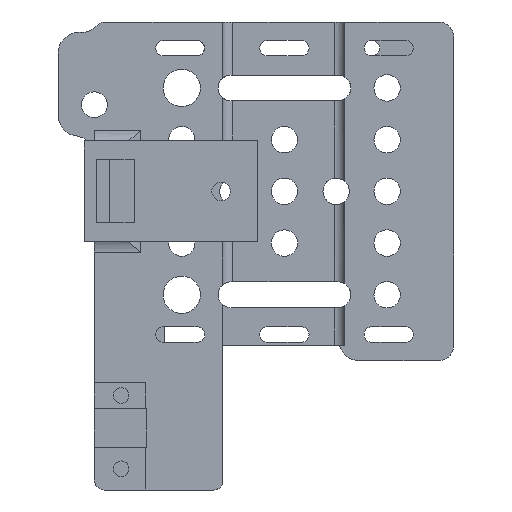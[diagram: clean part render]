
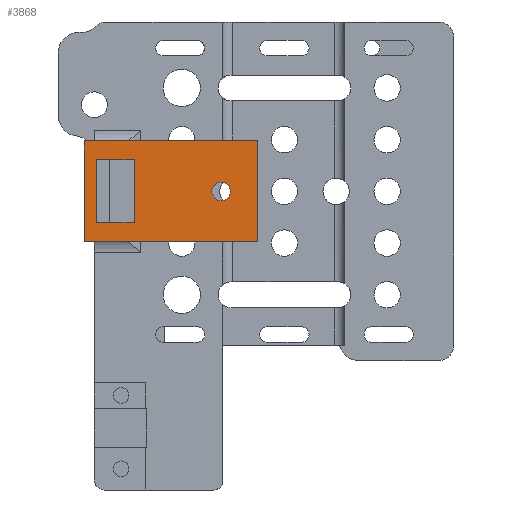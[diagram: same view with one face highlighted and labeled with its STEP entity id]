
A CAD part, front view. The second image highlights one B-rep face of the part: STEP entity #3868.
In plain terms, the highlighted planar face has unit normal (0, -1, 0).
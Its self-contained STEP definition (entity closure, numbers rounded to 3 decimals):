
#53=FACE_BOUND('',#488,.T.);
#54=FACE_BOUND('',#489,.T.);
#151=PLANE('',#4134);
#272=FACE_OUTER_BOUND('',#487,.T.);
#487=EDGE_LOOP('',(#2917,#2918,#2919,#2920));
#488=EDGE_LOOP('',(#2921));
#489=EDGE_LOOP('',(#2922,#2923,#2924,#2925));
#769=LINE('',#5752,#1159);
#792=LINE('',#5799,#1182);
#828=LINE('',#5887,#1218);
#845=LINE('',#5937,#1235);
#847=LINE('',#5941,#1237);
#849=LINE('',#5945,#1239);
#851=LINE('',#5948,#1241);
#852=LINE('',#5950,#1242);
#1159=VECTOR('',#4582,10.);
#1182=VECTOR('',#4623,10.);
#1218=VECTOR('',#4713,10.);
#1235=VECTOR('',#4756,10.);
#1237=VECTOR('',#4760,10.);
#1239=VECTOR('',#4764,10.);
#1241=VECTOR('',#4768,10.);
#1242=VECTOR('',#4771,10.);
#1490=CIRCLE('',#4106,1.79);
#1725=VERTEX_POINT('',#5749);
#1726=VERTEX_POINT('',#5751);
#1740=VERTEX_POINT('',#5796);
#1741=VERTEX_POINT('',#5798);
#1753=VERTEX_POINT('',#5848);
#1785=VERTEX_POINT('',#5934);
#1786=VERTEX_POINT('',#5936);
#1787=VERTEX_POINT('',#5940);
#1788=VERTEX_POINT('',#5944);
#2121=EDGE_CURVE('',#1726,#1725,#769,.T.);
#2144=EDGE_CURVE('',#1740,#1741,#792,.T.);
#2169=EDGE_CURVE('',#1753,#1753,#1490,.T.);
#2189=EDGE_CURVE('',#1741,#1725,#828,.T.);
#2216=EDGE_CURVE('',#1786,#1785,#845,.T.);
#2218=EDGE_CURVE('',#1787,#1786,#847,.T.);
#2220=EDGE_CURVE('',#1788,#1787,#849,.T.);
#2222=EDGE_CURVE('',#1785,#1788,#851,.T.);
#2223=EDGE_CURVE('',#1740,#1726,#852,.T.);
#2917=ORIENTED_EDGE('',*,*,#2223,.T.);
#2918=ORIENTED_EDGE('',*,*,#2121,.T.);
#2919=ORIENTED_EDGE('',*,*,#2189,.F.);
#2920=ORIENTED_EDGE('',*,*,#2144,.F.);
#2921=ORIENTED_EDGE('',*,*,#2169,.T.);
#2922=ORIENTED_EDGE('',*,*,#2222,.T.);
#2923=ORIENTED_EDGE('',*,*,#2220,.T.);
#2924=ORIENTED_EDGE('',*,*,#2218,.T.);
#2925=ORIENTED_EDGE('',*,*,#2216,.T.);
#3868=ADVANCED_FACE('',(#272,#53,#54),#151,.T.);
#4106=AXIS2_PLACEMENT_3D('',#5849,#4676,#4677);
#4134=AXIS2_PLACEMENT_3D('',#5949,#4769,#4770);
#4582=DIRECTION('',(-1.,0.,0.));
#4623=DIRECTION('',(-1.,0.,0.));
#4676=DIRECTION('center_axis',(0.,1.,0.));
#4677=DIRECTION('ref_axis',(1.,0.,0.));
#4713=DIRECTION('',(0.,0.,1.));
#4756=DIRECTION('',(1.,0.,0.));
#4760=DIRECTION('',(0.,0.,1.));
#4764=DIRECTION('',(-1.,0.,0.));
#4768=DIRECTION('',(0.,0.,-1.));
#4769=DIRECTION('center_axis',(0.,-1.,0.));
#4770=DIRECTION('ref_axis',(0.,0.,-1.));
#4771=DIRECTION('',(0.,0.,1.));
#5749=CARTESIAN_POINT('',(-75.946,-65.175,22.311));
#5751=CARTESIAN_POINT('',(-42.446,-65.175,22.311));
#5752=CARTESIAN_POINT('',(-42.446,-65.175,22.311));
#5796=CARTESIAN_POINT('',(-42.446,-65.175,2.811));
#5798=CARTESIAN_POINT('',(-75.946,-65.175,2.811));
#5799=CARTESIAN_POINT('',(-73.946,-65.175,2.811));
#5848=CARTESIAN_POINT('',(-51.236,-65.175,12.561));
#5849=CARTESIAN_POINT('Origin',(-49.446,-65.175,12.561));
#5887=CARTESIAN_POINT('',(-75.946,-65.175,2.811));
#5934=CARTESIAN_POINT('',(-66.276,-65.175,18.661));
#5936=CARTESIAN_POINT('',(-73.476,-65.175,18.661));
#5937=CARTESIAN_POINT('',(-73.476,-65.175,18.661));
#5940=CARTESIAN_POINT('',(-73.476,-65.175,6.461));
#5941=CARTESIAN_POINT('',(-73.476,-65.175,6.461));
#5944=CARTESIAN_POINT('',(-66.276,-65.175,6.461));
#5945=CARTESIAN_POINT('',(-66.276,-65.175,6.461));
#5948=CARTESIAN_POINT('',(-66.276,-65.175,18.661));
#5949=CARTESIAN_POINT('Origin',(-58.196,-65.175,12.561));
#5950=CARTESIAN_POINT('',(-42.446,-65.175,2.811));
